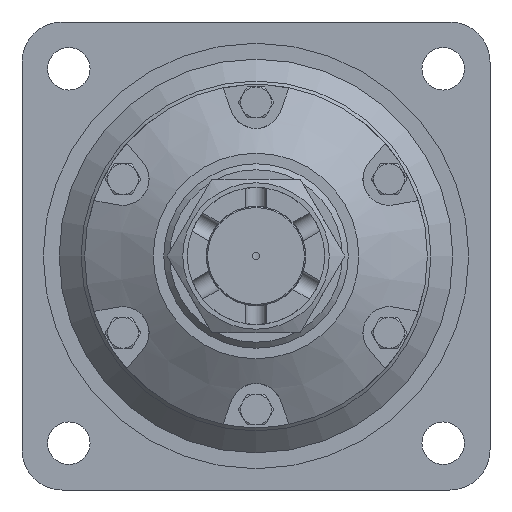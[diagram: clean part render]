
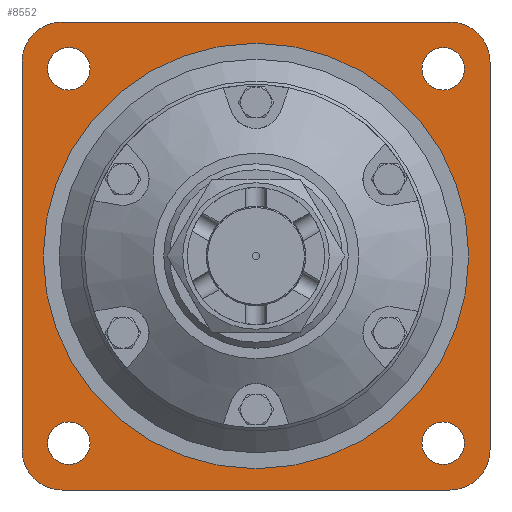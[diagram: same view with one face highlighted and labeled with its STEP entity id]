
A CAD part, left-side view. The second image highlights one B-rep face of the part: STEP entity #8552.
In plain terms, the highlighted planar face has unit normal (-1, 0, 0).
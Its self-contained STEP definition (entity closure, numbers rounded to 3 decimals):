
#1007=LINE('',#14704,#1590);
#1008=LINE('',#14709,#1591);
#1009=LINE('',#14713,#1592);
#1010=LINE('',#14717,#1593);
#1590=VECTOR('',#11692,1000.);
#1591=VECTOR('',#11695,1000.);
#1592=VECTOR('',#11698,1000.);
#1593=VECTOR('',#11701,1000.);
#3351=ORIENTED_EDGE('',*,*,#4861,.T.);
#3352=ORIENTED_EDGE('',*,*,#4930,.T.);
#3353=ORIENTED_EDGE('',*,*,#4931,.T.);
#3354=ORIENTED_EDGE('',*,*,#4932,.T.);
#3355=ORIENTED_EDGE('',*,*,#4933,.T.);
#3356=ORIENTED_EDGE('',*,*,#4934,.F.);
#3357=ORIENTED_EDGE('',*,*,#4935,.F.);
#3358=ORIENTED_EDGE('',*,*,#4936,.F.);
#3359=ORIENTED_EDGE('',*,*,#4937,.F.);
#3360=ORIENTED_EDGE('',*,*,#4938,.F.);
#3361=ORIENTED_EDGE('',*,*,#4939,.F.);
#3362=ORIENTED_EDGE('',*,*,#4940,.F.);
#3363=ORIENTED_EDGE('',*,*,#4941,.F.);
#4861=EDGE_CURVE('',#5777,#5777,#6253,.T.);
#4930=EDGE_CURVE('',#5840,#5840,#6288,.T.);
#4931=EDGE_CURVE('',#5841,#5841,#6289,.T.);
#4932=EDGE_CURVE('',#5842,#5842,#6290,.T.);
#4933=EDGE_CURVE('',#5843,#5843,#6291,.T.);
#4934=EDGE_CURVE('',#5844,#5845,#1007,.T.);
#4935=EDGE_CURVE('',#5846,#5844,#6292,.T.);
#4936=EDGE_CURVE('',#5847,#5846,#1008,.T.);
#4937=EDGE_CURVE('',#5848,#5847,#6293,.T.);
#4938=EDGE_CURVE('',#5849,#5848,#1009,.T.);
#4939=EDGE_CURVE('',#5850,#5849,#6294,.T.);
#4940=EDGE_CURVE('',#5851,#5850,#1010,.T.);
#4941=EDGE_CURVE('',#5845,#5851,#6295,.T.);
#5777=VERTEX_POINT('',#14453);
#5840=VERTEX_POINT('',#14697);
#5841=VERTEX_POINT('',#14699);
#5842=VERTEX_POINT('',#14701);
#5843=VERTEX_POINT('',#14703);
#5844=VERTEX_POINT('',#14705);
#5845=VERTEX_POINT('',#14706);
#5846=VERTEX_POINT('',#14708);
#5847=VERTEX_POINT('',#14710);
#5848=VERTEX_POINT('',#14712);
#5849=VERTEX_POINT('',#14714);
#5850=VERTEX_POINT('',#14716);
#5851=VERTEX_POINT('',#14718);
#6253=CIRCLE('',#9442,90.);
#6288=CIRCLE('',#9493,9.);
#6289=CIRCLE('',#9494,9.);
#6290=CIRCLE('',#9495,9.);
#6291=CIRCLE('',#9496,9.);
#6292=CIRCLE('',#9497,17.);
#6293=CIRCLE('',#9498,17.);
#6294=CIRCLE('',#9499,17.);
#6295=CIRCLE('',#9500,17.);
#6901=EDGE_LOOP('',(#3351));
#6902=EDGE_LOOP('',(#3352));
#6903=EDGE_LOOP('',(#3353));
#6904=EDGE_LOOP('',(#3354));
#6905=EDGE_LOOP('',(#3355));
#6906=EDGE_LOOP('',(#3356,#3357,#3358,#3359,#3360,#3361,#3362,#3363));
#7645=FACE_BOUND('',#6901,.T.);
#7646=FACE_BOUND('',#6902,.T.);
#7647=FACE_BOUND('',#6903,.T.);
#7648=FACE_BOUND('',#6904,.T.);
#7649=FACE_BOUND('',#6905,.T.);
#7650=FACE_BOUND('',#6906,.T.);
#8088=PLANE('',#9492);
#8552=ADVANCED_FACE('',(#7645,#7646,#7647,#7648,#7649,#7650),#8088,.F.);
#9442=AXIS2_PLACEMENT_3D('',#14452,#11566,#11567);
#9492=AXIS2_PLACEMENT_3D('',#14695,#11682,#11683);
#9493=AXIS2_PLACEMENT_3D('',#14696,#11684,#11685);
#9494=AXIS2_PLACEMENT_3D('',#14698,#11686,#11687);
#9495=AXIS2_PLACEMENT_3D('',#14700,#11688,#11689);
#9496=AXIS2_PLACEMENT_3D('',#14702,#11690,#11691);
#9497=AXIS2_PLACEMENT_3D('',#14707,#11693,#11694);
#9498=AXIS2_PLACEMENT_3D('',#14711,#11696,#11697);
#9499=AXIS2_PLACEMENT_3D('',#14715,#11699,#11700);
#9500=AXIS2_PLACEMENT_3D('',#14719,#11702,#11703);
#11566=DIRECTION('',(1.,0.,0.));
#11567=DIRECTION('',(0.,0.,-1.));
#11682=DIRECTION('',(1.,0.,0.));
#11683=DIRECTION('',(0.,0.,-1.));
#11684=DIRECTION('',(1.,0.,0.));
#11685=DIRECTION('',(0.,0.,-1.));
#11686=DIRECTION('',(1.,0.,0.));
#11687=DIRECTION('',(0.,0.,-1.));
#11688=DIRECTION('',(1.,0.,0.));
#11689=DIRECTION('',(0.,0.,-1.));
#11690=DIRECTION('',(1.,0.,0.));
#11691=DIRECTION('',(0.,0.,-1.));
#11692=DIRECTION('',(0.,-1.,0.));
#11693=DIRECTION('',(1.,0.,0.));
#11694=DIRECTION('',(0.,0.,-1.));
#11695=DIRECTION('',(0.,0.,1.));
#11696=DIRECTION('',(1.,0.,0.));
#11697=DIRECTION('',(0.,0.,-1.));
#11698=DIRECTION('',(0.,1.,0.));
#11699=DIRECTION('',(1.,0.,0.));
#11700=DIRECTION('',(0.,0.,-1.));
#11701=DIRECTION('',(0.,0.,-1.));
#11702=DIRECTION('',(1.,0.,0.));
#11703=DIRECTION('',(0.,0.,-1.));
#14452=CARTESIAN_POINT('',(107.4,0.,0.));
#14453=CARTESIAN_POINT('',(107.4,0.,-90.));
#14695=CARTESIAN_POINT('',(107.4,-82.,82.));
#14696=CARTESIAN_POINT('',(107.4,-79.196,79.196));
#14697=CARTESIAN_POINT('',(107.4,-79.196,70.196));
#14698=CARTESIAN_POINT('',(107.4,79.196,79.196));
#14699=CARTESIAN_POINT('',(107.4,79.196,70.196));
#14700=CARTESIAN_POINT('',(107.4,79.196,-79.196));
#14701=CARTESIAN_POINT('',(107.4,79.196,-88.196));
#14702=CARTESIAN_POINT('',(107.4,-79.196,-79.196));
#14703=CARTESIAN_POINT('',(107.4,-79.196,-88.196));
#14704=CARTESIAN_POINT('',(107.4,82.,99.));
#14705=CARTESIAN_POINT('',(107.4,82.,99.));
#14706=CARTESIAN_POINT('',(107.4,-82.,99.));
#14707=CARTESIAN_POINT('',(107.4,82.,82.));
#14708=CARTESIAN_POINT('',(107.4,99.,82.));
#14709=CARTESIAN_POINT('',(107.4,99.,-82.));
#14710=CARTESIAN_POINT('',(107.4,99.,-82.));
#14711=CARTESIAN_POINT('',(107.4,82.,-82.));
#14712=CARTESIAN_POINT('',(107.4,82.,-99.));
#14713=CARTESIAN_POINT('',(107.4,-82.,-99.));
#14714=CARTESIAN_POINT('',(107.4,-82.,-99.));
#14715=CARTESIAN_POINT('',(107.4,-82.,-82.));
#14716=CARTESIAN_POINT('',(107.4,-99.,-82.));
#14717=CARTESIAN_POINT('',(107.4,-99.,82.));
#14718=CARTESIAN_POINT('',(107.4,-99.,82.));
#14719=CARTESIAN_POINT('',(107.4,-82.,82.));
